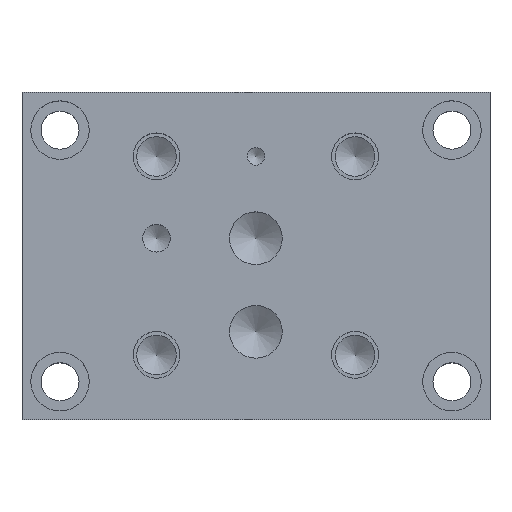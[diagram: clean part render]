
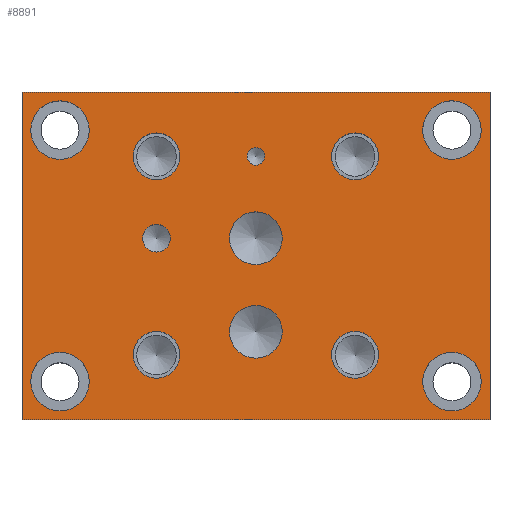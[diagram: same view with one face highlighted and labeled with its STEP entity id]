
A CAD part, top view. The second image highlights one B-rep face of the part: STEP entity #8891.
In plain terms, the highlighted planar face has unit normal (0, 0, 1).
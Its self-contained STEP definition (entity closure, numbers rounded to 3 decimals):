
#129=CIRCLE('',#9239,2.388);
#130=CIRCLE('',#9240,2.388);
#133=CIRCLE('',#9245,7.15);
#134=CIRCLE('',#9246,7.15);
#137=CIRCLE('',#9251,7.15);
#138=CIRCLE('',#9252,7.15);
#141=CIRCLE('',#9257,3.747);
#142=CIRCLE('',#9258,3.747);
#148=CIRCLE('',#9267,6.35);
#149=CIRCLE('',#9268,6.35);
#155=CIRCLE('',#9278,6.35);
#156=CIRCLE('',#9279,6.35);
#162=CIRCLE('',#9289,6.35);
#163=CIRCLE('',#9290,6.35);
#169=CIRCLE('',#9300,6.35);
#170=CIRCLE('',#9301,6.35);
#174=CIRCLE('',#9308,7.938);
#175=CIRCLE('',#9309,7.938);
#180=CIRCLE('',#9317,7.938);
#181=CIRCLE('',#9318,7.938);
#186=CIRCLE('',#9326,7.938);
#187=CIRCLE('',#9327,7.938);
#192=CIRCLE('',#9335,7.938);
#193=CIRCLE('',#9336,7.938);
#245=FACE_BOUND('',#1473,.T.);
#246=FACE_BOUND('',#1474,.T.);
#247=FACE_BOUND('',#1475,.T.);
#248=FACE_BOUND('',#1476,.T.);
#249=FACE_BOUND('',#1477,.T.);
#250=FACE_BOUND('',#1478,.T.);
#251=FACE_BOUND('',#1479,.T.);
#252=FACE_BOUND('',#1480,.T.);
#253=FACE_BOUND('',#1481,.T.);
#254=FACE_BOUND('',#1482,.T.);
#255=FACE_BOUND('',#1483,.T.);
#256=FACE_BOUND('',#1484,.T.);
#516=PLANE('',#9343);
#969=FACE_OUTER_BOUND('',#1472,.T.);
#1472=EDGE_LOOP('',(#7895,#7896,#7897,#7898));
#1473=EDGE_LOOP('',(#7899,#7900));
#1474=EDGE_LOOP('',(#7901,#7902));
#1475=EDGE_LOOP('',(#7903,#7904));
#1476=EDGE_LOOP('',(#7905,#7906));
#1477=EDGE_LOOP('',(#7907,#7908));
#1478=EDGE_LOOP('',(#7909,#7910));
#1479=EDGE_LOOP('',(#7911,#7912));
#1480=EDGE_LOOP('',(#7913,#7914));
#1481=EDGE_LOOP('',(#7915,#7916));
#1482=EDGE_LOOP('',(#7917,#7918));
#1483=EDGE_LOOP('',(#7919,#7920));
#1484=EDGE_LOOP('',(#7921,#7922));
#1776=LINE('',#13754,#2596);
#2224=LINE('',#14946,#3044);
#2307=LINE('',#15385,#3127);
#2309=LINE('',#15390,#3129);
#2596=VECTOR('',#9761,10.);
#3044=VECTOR('',#10541,10.);
#3127=VECTOR('',#11030,10.);
#3129=VECTOR('',#11038,10.);
#3770=VERTEX_POINT('',#13751);
#3771=VERTEX_POINT('',#13753);
#4093=VERTEX_POINT('',#14945);
#4172=VERTEX_POINT('',#15180);
#4173=VERTEX_POINT('',#15181);
#4177=VERTEX_POINT('',#15193);
#4178=VERTEX_POINT('',#15194);
#4182=VERTEX_POINT('',#15206);
#4183=VERTEX_POINT('',#15207);
#4187=VERTEX_POINT('',#15219);
#4188=VERTEX_POINT('',#15220);
#4195=VERTEX_POINT('',#15239);
#4196=VERTEX_POINT('',#15240);
#4203=VERTEX_POINT('',#15261);
#4204=VERTEX_POINT('',#15262);
#4211=VERTEX_POINT('',#15283);
#4212=VERTEX_POINT('',#15284);
#4219=VERTEX_POINT('',#15305);
#4220=VERTEX_POINT('',#15306);
#4224=VERTEX_POINT('',#15320);
#4225=VERTEX_POINT('',#15321);
#4230=VERTEX_POINT('',#15337);
#4231=VERTEX_POINT('',#15338);
#4236=VERTEX_POINT('',#15354);
#4237=VERTEX_POINT('',#15355);
#4242=VERTEX_POINT('',#15371);
#4243=VERTEX_POINT('',#15372);
#4246=VERTEX_POINT('',#15383);
#4783=EDGE_CURVE('',#3771,#3770,#1776,.T.);
#5265=EDGE_CURVE('',#4093,#3771,#2224,.T.);
#5377=EDGE_CURVE('',#4172,#4173,#129,.T.);
#5378=EDGE_CURVE('',#4173,#4172,#130,.T.);
#5383=EDGE_CURVE('',#4177,#4178,#133,.T.);
#5384=EDGE_CURVE('',#4178,#4177,#134,.T.);
#5389=EDGE_CURVE('',#4182,#4183,#137,.T.);
#5390=EDGE_CURVE('',#4183,#4182,#138,.T.);
#5395=EDGE_CURVE('',#4187,#4188,#141,.T.);
#5396=EDGE_CURVE('',#4188,#4187,#142,.T.);
#5404=EDGE_CURVE('',#4195,#4196,#148,.T.);
#5405=EDGE_CURVE('',#4196,#4195,#149,.T.);
#5414=EDGE_CURVE('',#4203,#4204,#155,.T.);
#5415=EDGE_CURVE('',#4204,#4203,#156,.T.);
#5424=EDGE_CURVE('',#4211,#4212,#162,.T.);
#5425=EDGE_CURVE('',#4212,#4211,#163,.T.);
#5434=EDGE_CURVE('',#4219,#4220,#169,.T.);
#5435=EDGE_CURVE('',#4220,#4219,#170,.T.);
#5441=EDGE_CURVE('',#4224,#4225,#174,.T.);
#5442=EDGE_CURVE('',#4225,#4224,#175,.T.);
#5449=EDGE_CURVE('',#4230,#4231,#180,.T.);
#5450=EDGE_CURVE('',#4231,#4230,#181,.T.);
#5457=EDGE_CURVE('',#4236,#4237,#186,.T.);
#5458=EDGE_CURVE('',#4237,#4236,#187,.T.);
#5465=EDGE_CURVE('',#4242,#4243,#192,.T.);
#5466=EDGE_CURVE('',#4243,#4242,#193,.T.);
#5472=EDGE_CURVE('',#3770,#4246,#2307,.T.);
#5474=EDGE_CURVE('',#4246,#4093,#2309,.T.);
#7895=ORIENTED_EDGE('',*,*,#5474,.T.);
#7896=ORIENTED_EDGE('',*,*,#5265,.T.);
#7897=ORIENTED_EDGE('',*,*,#4783,.T.);
#7898=ORIENTED_EDGE('',*,*,#5472,.T.);
#7899=ORIENTED_EDGE('',*,*,#5377,.T.);
#7900=ORIENTED_EDGE('',*,*,#5378,.T.);
#7901=ORIENTED_EDGE('',*,*,#5383,.T.);
#7902=ORIENTED_EDGE('',*,*,#5384,.T.);
#7903=ORIENTED_EDGE('',*,*,#5389,.T.);
#7904=ORIENTED_EDGE('',*,*,#5390,.T.);
#7905=ORIENTED_EDGE('',*,*,#5395,.T.);
#7906=ORIENTED_EDGE('',*,*,#5396,.T.);
#7907=ORIENTED_EDGE('',*,*,#5404,.T.);
#7908=ORIENTED_EDGE('',*,*,#5405,.T.);
#7909=ORIENTED_EDGE('',*,*,#5414,.T.);
#7910=ORIENTED_EDGE('',*,*,#5415,.T.);
#7911=ORIENTED_EDGE('',*,*,#5424,.T.);
#7912=ORIENTED_EDGE('',*,*,#5425,.T.);
#7913=ORIENTED_EDGE('',*,*,#5434,.T.);
#7914=ORIENTED_EDGE('',*,*,#5435,.T.);
#7915=ORIENTED_EDGE('',*,*,#5441,.T.);
#7916=ORIENTED_EDGE('',*,*,#5442,.T.);
#7917=ORIENTED_EDGE('',*,*,#5449,.T.);
#7918=ORIENTED_EDGE('',*,*,#5450,.T.);
#7919=ORIENTED_EDGE('',*,*,#5457,.T.);
#7920=ORIENTED_EDGE('',*,*,#5458,.T.);
#7921=ORIENTED_EDGE('',*,*,#5465,.T.);
#7922=ORIENTED_EDGE('',*,*,#5466,.T.);
#8891=ADVANCED_FACE('',(#969,#245,#246,#247,#248,#249,#250,#251,#252,#253,
#254,#255,#256),#516,.T.);
#9239=AXIS2_PLACEMENT_3D('',#15182,#10799,#10800);
#9240=AXIS2_PLACEMENT_3D('',#15183,#10801,#10802);
#9245=AXIS2_PLACEMENT_3D('',#15195,#10813,#10814);
#9246=AXIS2_PLACEMENT_3D('',#15196,#10815,#10816);
#9251=AXIS2_PLACEMENT_3D('',#15208,#10827,#10828);
#9252=AXIS2_PLACEMENT_3D('',#15209,#10829,#10830);
#9257=AXIS2_PLACEMENT_3D('',#15221,#10841,#10842);
#9258=AXIS2_PLACEMENT_3D('',#15222,#10843,#10844);
#9267=AXIS2_PLACEMENT_3D('',#15241,#10863,#10864);
#9268=AXIS2_PLACEMENT_3D('',#15242,#10865,#10866);
#9278=AXIS2_PLACEMENT_3D('',#15263,#10888,#10889);
#9279=AXIS2_PLACEMENT_3D('',#15264,#10890,#10891);
#9289=AXIS2_PLACEMENT_3D('',#15285,#10913,#10914);
#9290=AXIS2_PLACEMENT_3D('',#15286,#10915,#10916);
#9300=AXIS2_PLACEMENT_3D('',#15307,#10938,#10939);
#9301=AXIS2_PLACEMENT_3D('',#15308,#10940,#10941);
#9308=AXIS2_PLACEMENT_3D('',#15322,#10956,#10957);
#9309=AXIS2_PLACEMENT_3D('',#15323,#10958,#10959);
#9317=AXIS2_PLACEMENT_3D('',#15339,#10976,#10977);
#9318=AXIS2_PLACEMENT_3D('',#15340,#10978,#10979);
#9326=AXIS2_PLACEMENT_3D('',#15356,#10996,#10997);
#9327=AXIS2_PLACEMENT_3D('',#15357,#10998,#10999);
#9335=AXIS2_PLACEMENT_3D('',#15373,#11016,#11017);
#9336=AXIS2_PLACEMENT_3D('',#15374,#11018,#11019);
#9343=AXIS2_PLACEMENT_3D('',#15391,#11039,#11040);
#9761=DIRECTION('',(-1.,0.,0.));
#10541=DIRECTION('',(0.,1.,0.));
#10799=DIRECTION('center_axis',(0.,0.,-1.));
#10800=DIRECTION('ref_axis',(1.,0.,0.));
#10801=DIRECTION('center_axis',(0.,0.,-1.));
#10802=DIRECTION('ref_axis',(1.,0.,0.));
#10813=DIRECTION('center_axis',(0.,0.,-1.));
#10814=DIRECTION('ref_axis',(1.,0.,0.));
#10815=DIRECTION('center_axis',(0.,0.,-1.));
#10816=DIRECTION('ref_axis',(1.,0.,0.));
#10827=DIRECTION('center_axis',(0.,0.,-1.));
#10828=DIRECTION('ref_axis',(1.,0.,0.));
#10829=DIRECTION('center_axis',(0.,0.,-1.));
#10830=DIRECTION('ref_axis',(1.,0.,0.));
#10841=DIRECTION('center_axis',(0.,0.,-1.));
#10842=DIRECTION('ref_axis',(1.,0.,0.));
#10843=DIRECTION('center_axis',(0.,0.,-1.));
#10844=DIRECTION('ref_axis',(1.,0.,0.));
#10863=DIRECTION('center_axis',(0.,0.,-1.));
#10864=DIRECTION('ref_axis',(1.,0.,0.));
#10865=DIRECTION('center_axis',(0.,0.,-1.));
#10866=DIRECTION('ref_axis',(1.,0.,0.));
#10888=DIRECTION('center_axis',(0.,0.,-1.));
#10889=DIRECTION('ref_axis',(1.,0.,0.));
#10890=DIRECTION('center_axis',(0.,0.,-1.));
#10891=DIRECTION('ref_axis',(1.,0.,0.));
#10913=DIRECTION('center_axis',(0.,0.,-1.));
#10914=DIRECTION('ref_axis',(1.,0.,0.));
#10915=DIRECTION('center_axis',(0.,0.,-1.));
#10916=DIRECTION('ref_axis',(1.,0.,0.));
#10938=DIRECTION('center_axis',(0.,0.,-1.));
#10939=DIRECTION('ref_axis',(1.,0.,0.));
#10940=DIRECTION('center_axis',(0.,0.,-1.));
#10941=DIRECTION('ref_axis',(1.,0.,0.));
#10956=DIRECTION('center_axis',(0.,0.,-1.));
#10957=DIRECTION('ref_axis',(1.,0.,0.));
#10958=DIRECTION('center_axis',(0.,0.,-1.));
#10959=DIRECTION('ref_axis',(1.,0.,0.));
#10976=DIRECTION('center_axis',(0.,0.,-1.));
#10977=DIRECTION('ref_axis',(1.,0.,0.));
#10978=DIRECTION('center_axis',(0.,0.,-1.));
#10979=DIRECTION('ref_axis',(1.,0.,0.));
#10996=DIRECTION('center_axis',(0.,0.,-1.));
#10997=DIRECTION('ref_axis',(1.,0.,0.));
#10998=DIRECTION('center_axis',(0.,0.,-1.));
#10999=DIRECTION('ref_axis',(1.,0.,0.));
#11016=DIRECTION('center_axis',(0.,0.,-1.));
#11017=DIRECTION('ref_axis',(1.,0.,0.));
#11018=DIRECTION('center_axis',(0.,0.,-1.));
#11019=DIRECTION('ref_axis',(1.,0.,0.));
#11030=DIRECTION('',(0.,-1.,0.));
#11038=DIRECTION('',(1.,0.,0.));
#11039=DIRECTION('center_axis',(0.,0.,1.));
#11040=DIRECTION('ref_axis',(1.,0.,0.));
#13751=CARTESIAN_POINT('',(0.,88.9,50.8));
#13753=CARTESIAN_POINT('',(127.,88.9,50.8));
#13754=CARTESIAN_POINT('',(127.,88.9,50.8));
#14945=CARTESIAN_POINT('',(127.,0.,50.8));
#14946=CARTESIAN_POINT('',(127.,0.,50.8));
#15180=CARTESIAN_POINT('',(65.862,71.45,50.8));
#15181=CARTESIAN_POINT('',(61.087,71.45,50.8));
#15182=CARTESIAN_POINT('Origin',(63.475,71.45,50.8));
#15183=CARTESIAN_POINT('Origin',(63.475,71.45,50.8));
#15193=CARTESIAN_POINT('',(70.625,49.225,50.8));
#15194=CARTESIAN_POINT('',(56.325,49.225,50.8));
#15195=CARTESIAN_POINT('Origin',(63.475,49.225,50.8));
#15196=CARTESIAN_POINT('Origin',(63.475,49.225,50.8));
#15206=CARTESIAN_POINT('',(70.625,23.825,50.8));
#15207=CARTESIAN_POINT('',(56.325,23.825,50.8));
#15208=CARTESIAN_POINT('Origin',(63.475,23.825,50.8));
#15209=CARTESIAN_POINT('Origin',(63.475,23.825,50.8));
#15219=CARTESIAN_POINT('',(40.246,49.225,50.8));
#15220=CARTESIAN_POINT('',(32.753,49.225,50.8));
#15221=CARTESIAN_POINT('Origin',(36.5,49.225,50.8));
#15222=CARTESIAN_POINT('Origin',(36.5,49.225,50.8));
#15239=CARTESIAN_POINT('',(42.85,17.577,50.8));
#15240=CARTESIAN_POINT('',(30.15,17.577,50.8));
#15241=CARTESIAN_POINT('Origin',(36.5,17.577,50.8));
#15242=CARTESIAN_POINT('Origin',(36.5,17.577,50.8));
#15261=CARTESIAN_POINT('',(96.723,71.45,50.8));
#15262=CARTESIAN_POINT('',(84.023,71.45,50.8));
#15263=CARTESIAN_POINT('Origin',(90.373,71.45,50.8));
#15264=CARTESIAN_POINT('Origin',(90.373,71.45,50.8));
#15283=CARTESIAN_POINT('',(96.723,17.577,50.8));
#15284=CARTESIAN_POINT('',(84.023,17.577,50.8));
#15285=CARTESIAN_POINT('Origin',(90.373,17.577,50.8));
#15286=CARTESIAN_POINT('Origin',(90.373,17.577,50.8));
#15305=CARTESIAN_POINT('',(42.85,71.45,50.8));
#15306=CARTESIAN_POINT('',(30.15,71.45,50.8));
#15307=CARTESIAN_POINT('Origin',(36.5,71.45,50.8));
#15308=CARTESIAN_POINT('Origin',(36.5,71.45,50.8));
#15320=CARTESIAN_POINT('',(124.612,10.312,50.8));
#15321=CARTESIAN_POINT('',(108.737,10.312,50.8));
#15322=CARTESIAN_POINT('Origin',(116.675,10.312,50.8));
#15323=CARTESIAN_POINT('Origin',(116.675,10.312,50.8));
#15337=CARTESIAN_POINT('',(18.25,10.312,50.8));
#15338=CARTESIAN_POINT('',(2.375,10.312,50.8));
#15339=CARTESIAN_POINT('Origin',(10.312,10.312,50.8));
#15340=CARTESIAN_POINT('Origin',(10.312,10.312,50.8));
#15354=CARTESIAN_POINT('',(18.25,78.575,50.8));
#15355=CARTESIAN_POINT('',(2.375,78.575,50.8));
#15356=CARTESIAN_POINT('Origin',(10.312,78.575,50.8));
#15357=CARTESIAN_POINT('Origin',(10.312,78.575,50.8));
#15371=CARTESIAN_POINT('',(124.612,78.588,50.8));
#15372=CARTESIAN_POINT('',(108.737,78.588,50.8));
#15373=CARTESIAN_POINT('Origin',(116.675,78.588,50.8));
#15374=CARTESIAN_POINT('Origin',(116.675,78.588,50.8));
#15383=CARTESIAN_POINT('',(0.,0.,50.8));
#15385=CARTESIAN_POINT('',(0.,88.9,50.8));
#15390=CARTESIAN_POINT('',(0.,0.,50.8));
#15391=CARTESIAN_POINT('Origin',(63.5,44.45,50.8));
